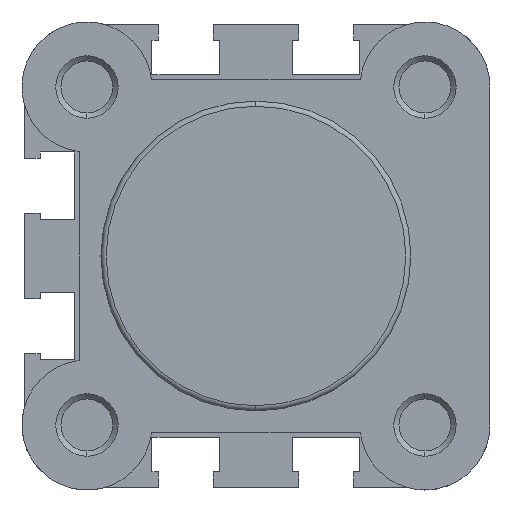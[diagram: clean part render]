
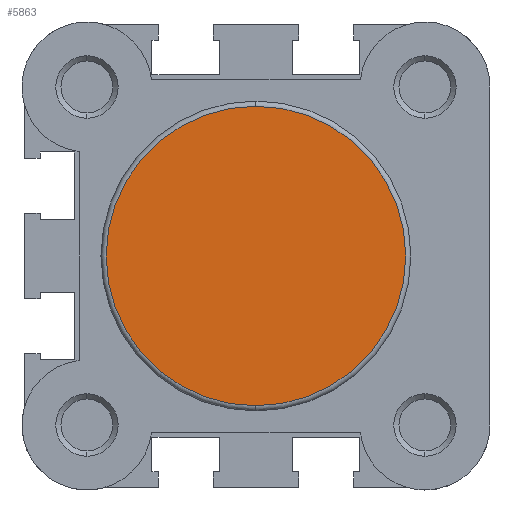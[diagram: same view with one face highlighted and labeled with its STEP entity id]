
A CAD part, left-side view. The second image highlights one B-rep face of the part: STEP entity #5863.
In plain terms, the highlighted planar face has unit normal (-1, 0, 0).
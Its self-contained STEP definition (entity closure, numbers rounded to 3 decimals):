
#650 = CIRCLE ( 'NONE', #3561, 14.4 ) ;
#760 = CIRCLE ( 'NONE', #3522, 14.4 ) ;
#1169 = FACE_OUTER_BOUND ( 'NONE', #2704, .T. ) ;
#1336 = DIRECTION ( 'NONE',  ( 0., 0., 1. ) ) ;
#1337 = CARTESIAN_POINT ( 'NONE',  ( 0., 0., 0. ) ) ;
#1380 = DIRECTION ( 'NONE',  ( -1., 0., 0. ) ) ;
#1563 = DIRECTION ( 'NONE',  ( 0., 0., 1. ) ) ;
#1567 = CARTESIAN_POINT ( 'NONE',  ( 0., 0., 0. ) ) ;
#1621 = DIRECTION ( 'NONE',  ( -1., 0., 0. ) ) ;
#2704 = EDGE_LOOP ( 'NONE', ( #3856, #3810 ) ) ;
#3198 = EDGE_CURVE ( 'NONE', #4186, #4246, #650, .T. ) ;
#3350 = EDGE_CURVE ( 'NONE', #4246, #4186, #760, .T. ) ;
#3410 = AXIS2_PLACEMENT_3D ( 'NONE', #5255, #5250, #5249 ) ;
#3522 = AXIS2_PLACEMENT_3D ( 'NONE', #1567, #1621, #1563 ) ;
#3561 = AXIS2_PLACEMENT_3D ( 'NONE', #1337, #1380, #1336 ) ;
#3810 = ORIENTED_EDGE ( 'NONE', *, *, #3350, .T. ) ;
#3856 = ORIENTED_EDGE ( 'NONE', *, *, #3198, .T. ) ;
#4186 = VERTEX_POINT ( 'NONE', #5677 ) ;
#4246 = VERTEX_POINT ( 'NONE', #5604 ) ;
#5249 = DIRECTION ( 'NONE',  ( 0., 0., 1. ) ) ;
#5250 = DIRECTION ( 'NONE',  ( -1., 0., 0. ) ) ;
#5253 = PLANE ( 'NONE',  #3410 ) ;
#5255 = CARTESIAN_POINT ( 'NONE',  ( 0., -14.9, 0. ) ) ;
#5604 = CARTESIAN_POINT ( 'NONE',  ( 0., 0., -14.4 ) ) ;
#5677 = CARTESIAN_POINT ( 'NONE',  ( 0., 0., 14.4 ) ) ;
#5863 = ADVANCED_FACE ( 'NONE', ( #1169 ), #5253, .T. ) ;
